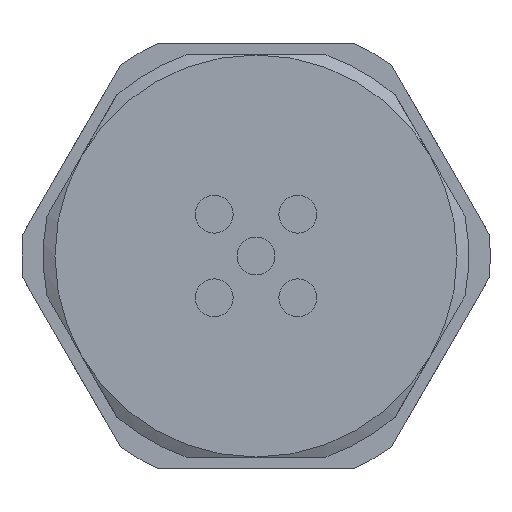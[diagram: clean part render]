
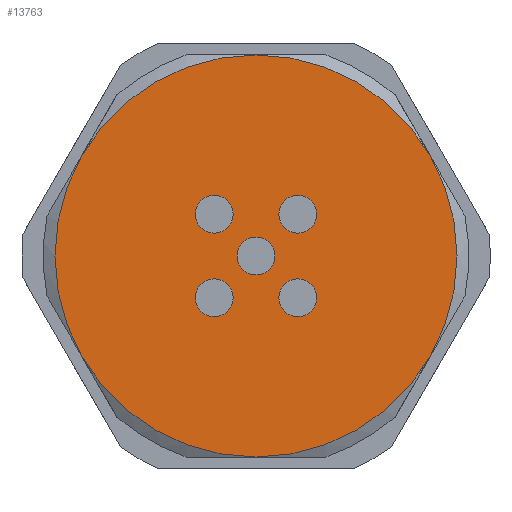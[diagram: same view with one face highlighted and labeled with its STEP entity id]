
A CAD part, left-side view. The second image highlights one B-rep face of the part: STEP entity #13763.
In plain terms, the highlighted planar face has unit normal (-1, 0, 0).
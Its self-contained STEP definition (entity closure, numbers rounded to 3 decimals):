
#3809=CARTESIAN_POINT('',(0.,7.361,-4.25));
#3866=CARTESIAN_POINT('',(0.,-7.361,4.25));
#3931=CARTESIAN_POINT('',(0.,0.,0.));
#3932=DIRECTION('',(-1.,0.,0.));
#3933=DIRECTION('',(0.,0.866,-0.5));
#3934=AXIS2_PLACEMENT_3D('',#3931,#3932,#3933);
#3936=CARTESIAN_POINT('',(0.,0.,0.));
#3937=DIRECTION('',(-1.,0.,0.));
#3938=DIRECTION('',(0.,0.866,0.5));
#3939=AXIS2_PLACEMENT_3D('',#3936,#3937,#3938);
#3941=CARTESIAN_POINT('',(0.,0.,0.));
#3942=DIRECTION('',(-1.,0.,0.));
#3943=DIRECTION('',(0.,0.,1.));
#3944=AXIS2_PLACEMENT_3D('',#3941,#3942,#3943);
#3946=CARTESIAN_POINT('',(0.,0.,0.));
#3947=DIRECTION('',(-1.,0.,0.));
#3948=DIRECTION('',(0.,-0.866,0.5));
#3949=AXIS2_PLACEMENT_3D('',#3946,#3947,#3948);
#3951=CARTESIAN_POINT('',(0.,0.,0.));
#3952=DIRECTION('',(-1.,0.,0.));
#3953=DIRECTION('',(0.,-0.866,-0.5));
#3954=AXIS2_PLACEMENT_3D('',#3951,#3952,#3953);
#3956=CARTESIAN_POINT('',(0.,0.,0.));
#3957=DIRECTION('',(-1.,0.,0.));
#3958=DIRECTION('',(0.,0.,-1.));
#3959=AXIS2_PLACEMENT_3D('',#3956,#3957,#3958);
#3961=CARTESIAN_POINT('',(0.,-1.768,1.768));
#3962=DIRECTION('',(1.,0.,0.));
#3963=DIRECTION('',(0.,0.,1.));
#3964=AXIS2_PLACEMENT_3D('',#3961,#3962,#3963);
#3966=CARTESIAN_POINT('',(0.,-1.768,1.768));
#3967=DIRECTION('',(1.,0.,0.));
#3968=DIRECTION('',(0.,0.,-1.));
#3969=AXIS2_PLACEMENT_3D('',#3966,#3967,#3968);
#3971=CARTESIAN_POINT('',(0.,1.768,1.768));
#3972=DIRECTION('',(1.,0.,0.));
#3973=DIRECTION('',(0.,0.,1.));
#3974=AXIS2_PLACEMENT_3D('',#3971,#3972,#3973);
#3976=CARTESIAN_POINT('',(0.,1.768,1.768));
#3977=DIRECTION('',(1.,0.,0.));
#3978=DIRECTION('',(0.,0.,-1.));
#3979=AXIS2_PLACEMENT_3D('',#3976,#3977,#3978);
#3981=CARTESIAN_POINT('',(0.,1.768,-1.768));
#3982=DIRECTION('',(1.,0.,0.));
#3983=DIRECTION('',(0.,0.,1.));
#3984=AXIS2_PLACEMENT_3D('',#3981,#3982,#3983);
#3986=CARTESIAN_POINT('',(0.,1.768,-1.768));
#3987=DIRECTION('',(1.,0.,0.));
#3988=DIRECTION('',(0.,0.,-1.));
#3989=AXIS2_PLACEMENT_3D('',#3986,#3987,#3988);
#3991=CARTESIAN_POINT('',(0.,0.,0.));
#3992=DIRECTION('',(1.,0.,0.));
#3993=DIRECTION('',(0.,0.,1.));
#3994=AXIS2_PLACEMENT_3D('',#3991,#3992,#3993);
#3996=CARTESIAN_POINT('',(0.,0.,0.));
#3997=DIRECTION('',(1.,0.,0.));
#3998=DIRECTION('',(0.,0.,-1.));
#3999=AXIS2_PLACEMENT_3D('',#3996,#3997,#3998);
#4001=CARTESIAN_POINT('',(0.,-1.768,-1.768));
#4002=DIRECTION('',(1.,0.,0.));
#4003=DIRECTION('',(0.,0.,1.));
#4004=AXIS2_PLACEMENT_3D('',#4001,#4002,#4003);
#4006=CARTESIAN_POINT('',(0.,-1.768,-1.768));
#4007=DIRECTION('',(1.,0.,0.));
#4008=DIRECTION('',(0.,0.,-1.));
#4009=AXIS2_PLACEMENT_3D('',#4006,#4007,#4008);
#7875=CARTESIAN_POINT('',(0.,0.,8.5));
#7876=CARTESIAN_POINT('',(0.,7.361,4.25));
#7877=VERTEX_POINT('',#7875);
#7878=VERTEX_POINT('',#7876);
#7930=CARTESIAN_POINT('',(0.,-1.768,-2.568));
#7931=CARTESIAN_POINT('',(0.,-1.768,-0.968));
#7932=VERTEX_POINT('',#7930);
#7933=VERTEX_POINT('',#7931);
#7958=CARTESIAN_POINT('',(0.,0.,0.8));
#7960=VERTEX_POINT('',#7958);
#7972=VERTEX_POINT('',#3866);
#8008=CARTESIAN_POINT('',(0.,-7.361,-4.25));
#8009=VERTEX_POINT('',#8008);
#8018=CARTESIAN_POINT('',(0.,-1.768,2.568));
#8020=VERTEX_POINT('',#8018);
#8025=CARTESIAN_POINT('',(0.,0.,-8.5));
#8026=VERTEX_POINT('',#8025);
#8054=CARTESIAN_POINT('',(0.,0.,-0.8));
#8055=VERTEX_POINT('',#8054);
#8069=CARTESIAN_POINT('',(0.,1.768,-2.568));
#8070=VERTEX_POINT('',#8069);
#8095=CARTESIAN_POINT('',(0.,1.768,-0.968));
#8096=VERTEX_POINT('',#8095);
#8103=VERTEX_POINT('',#3809);
#8110=CARTESIAN_POINT('',(0.,-1.768,0.968));
#8112=VERTEX_POINT('',#8110);
#8120=CARTESIAN_POINT('',(0.,1.768,2.568));
#8121=CARTESIAN_POINT('',(0.,1.768,0.968));
#8122=VERTEX_POINT('',#8120);
#8123=VERTEX_POINT('',#8121);
#13720=CARTESIAN_POINT('',(0.,8.944,-8.84));
#13721=DIRECTION('',(1.,0.,0.));
#13722=DIRECTION('',(0.,1.,0.));
#13723=AXIS2_PLACEMENT_3D('',#13720,#13721,#13722);
#13724=PLANE('',#13723);
#13725=ORIENTED_EDGE('',*,*,#13703,.F.);
#13726=ORIENTED_EDGE('',*,*,#13546,.F.);
#13727=ORIENTED_EDGE('',*,*,#13577,.F.);
#13728=ORIENTED_EDGE('',*,*,#13608,.F.);
#13729=ORIENTED_EDGE('',*,*,#13639,.F.);
#13730=ORIENTED_EDGE('',*,*,#13670,.F.);
#13731=EDGE_LOOP('',(#13725,#13726,#13727,#13728,#13729,#13730));
#13732=FACE_OUTER_BOUND('',#13731,.F.);
#13734=ORIENTED_EDGE('',*,*,#13733,.F.);
#13736=ORIENTED_EDGE('',*,*,#13735,.F.);
#13737=EDGE_LOOP('',(#13734,#13736));
#13738=FACE_BOUND('',#13737,.F.);
#13740=ORIENTED_EDGE('',*,*,#13739,.F.);
#13742=ORIENTED_EDGE('',*,*,#13741,.F.);
#13743=EDGE_LOOP('',(#13740,#13742));
#13744=FACE_BOUND('',#13743,.F.);
#13746=ORIENTED_EDGE('',*,*,#13745,.F.);
#13748=ORIENTED_EDGE('',*,*,#13747,.F.);
#13749=EDGE_LOOP('',(#13746,#13748));
#13750=FACE_BOUND('',#13749,.F.);
#13752=ORIENTED_EDGE('',*,*,#13751,.F.);
#13754=ORIENTED_EDGE('',*,*,#13753,.F.);
#13755=EDGE_LOOP('',(#13752,#13754));
#13756=FACE_BOUND('',#13755,.F.);
#13758=ORIENTED_EDGE('',*,*,#13757,.F.);
#13760=ORIENTED_EDGE('',*,*,#13759,.F.);
#13761=EDGE_LOOP('',(#13758,#13760));
#13762=FACE_BOUND('',#13761,.F.);
#13763=ADVANCED_FACE('',(#13732,#13738,#13744,#13750,#13756,#13762),#13724,.F.);
#3935=CIRCLE('',#3934,8.5);
#3940=CIRCLE('',#3939,8.5);
#3945=CIRCLE('',#3944,8.5);
#3950=CIRCLE('',#3949,8.5);
#3955=CIRCLE('',#3954,8.5);
#3960=CIRCLE('',#3959,8.5);
#3965=CIRCLE('',#3964,0.8);
#3970=CIRCLE('',#3969,0.8);
#3975=CIRCLE('',#3974,0.8);
#3980=CIRCLE('',#3979,0.8);
#3985=CIRCLE('',#3984,0.8);
#3990=CIRCLE('',#3989,0.8);
#3995=CIRCLE('',#3994,0.8);
#4000=CIRCLE('',#3999,0.8);
#4005=CIRCLE('',#4004,0.8);
#4010=CIRCLE('',#4009,0.8);
#13546=EDGE_CURVE('',#7878,#8103,#3940,.T.);
#13577=EDGE_CURVE('',#7877,#7878,#3945,.T.);
#13608=EDGE_CURVE('',#7972,#7877,#3950,.T.);
#13639=EDGE_CURVE('',#8009,#7972,#3955,.T.);
#13670=EDGE_CURVE('',#8026,#8009,#3960,.T.);
#13703=EDGE_CURVE('',#8103,#8026,#3935,.T.);
#13733=EDGE_CURVE('',#8020,#8112,#3965,.T.);
#13735=EDGE_CURVE('',#8112,#8020,#3970,.T.);
#13739=EDGE_CURVE('',#8122,#8123,#3975,.T.);
#13741=EDGE_CURVE('',#8123,#8122,#3980,.T.);
#13745=EDGE_CURVE('',#8096,#8070,#3985,.T.);
#13747=EDGE_CURVE('',#8070,#8096,#3990,.T.);
#13751=EDGE_CURVE('',#7960,#8055,#3995,.T.);
#13753=EDGE_CURVE('',#8055,#7960,#4000,.T.);
#13757=EDGE_CURVE('',#7933,#7932,#4005,.T.);
#13759=EDGE_CURVE('',#7932,#7933,#4010,.T.);
